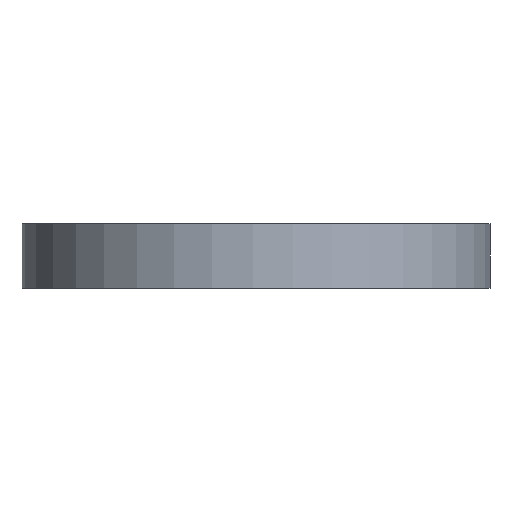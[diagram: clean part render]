
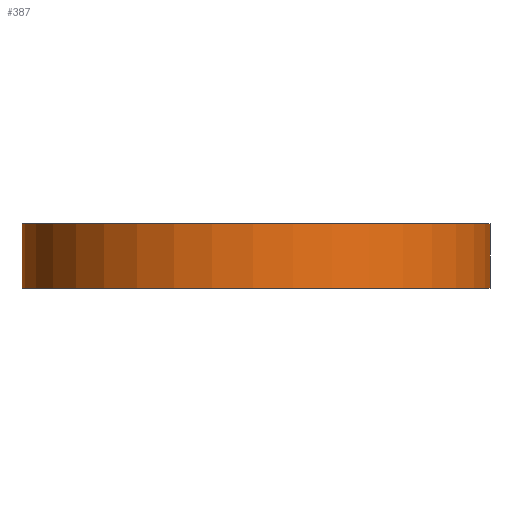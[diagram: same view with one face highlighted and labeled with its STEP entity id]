
A CAD part, front view. The second image highlights one B-rep face of the part: STEP entity #387.
In plain terms, the highlighted cylindrical face has radius 29 mm (diameter 58 mm), a partial arc.
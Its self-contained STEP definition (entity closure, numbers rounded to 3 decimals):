
#44 = EDGE_CURVE ( 'NONE', #629, #1139, #779, .T. ) ;
#130 = DIRECTION ( 'NONE',  ( 0., 0., -1. ) ) ;
#142 = LINE ( 'NONE', #315, #1576 ) ;
#166 = CIRCLE ( 'NONE', #653, 29. ) ;
#181 = ORIENTED_EDGE ( 'NONE', *, *, #44, .T. ) ;
#277 = EDGE_LOOP ( 'NONE', ( #1207, #1092, #1588, #181 ) ) ;
#315 = CARTESIAN_POINT ( 'NONE',  ( 11., 26.833, 8. ) ) ;
#333 = DIRECTION ( 'NONE',  ( -1., 0., 0. ) ) ;
#336 = FACE_OUTER_BOUND ( 'NONE', #277, .T. ) ;
#340 = DIRECTION ( 'NONE',  ( 0., 0., -1. ) ) ;
#365 = CIRCLE ( 'NONE', #1746, 29. ) ;
#387 = ADVANCED_FACE ( 'NONE', ( #336 ), #448, .T. ) ;
#412 = CARTESIAN_POINT ( 'NONE',  ( -29., 0., 8. ) ) ;
#448 = CYLINDRICAL_SURFACE ( 'NONE', #588, 29. ) ;
#459 = CARTESIAN_POINT ( 'NONE',  ( 0., 0., 8. ) ) ;
#505 = DIRECTION ( 'NONE',  ( 0., 0., 1. ) ) ;
#588 = AXIS2_PLACEMENT_3D ( 'NONE', #1593, #340, #333 ) ;
#629 = VERTEX_POINT ( 'NONE', #412 ) ;
#653 = AXIS2_PLACEMENT_3D ( 'NONE', #781, #505, #1248 ) ;
#706 = EDGE_CURVE ( 'NONE', #1289, #923, #142, .T. ) ;
#742 = DIRECTION ( 'NONE',  ( 1., 0., 0. ) ) ;
#770 = CARTESIAN_POINT ( 'NONE',  ( 11., 26.833, 8. ) ) ;
#779 = LINE ( 'NONE', #960, #988 ) ;
#781 = CARTESIAN_POINT ( 'NONE',  ( 0., 0., 0. ) ) ;
#923 = VERTEX_POINT ( 'NONE', #1641 ) ;
#960 = CARTESIAN_POINT ( 'NONE',  ( -29., 0., 8. ) ) ;
#988 = VECTOR ( 'NONE', #130, 1000. ) ;
#1092 = ORIENTED_EDGE ( 'NONE', *, *, #706, .F. ) ;
#1114 = EDGE_CURVE ( 'NONE', #629, #1289, #365, .T. ) ;
#1139 = VERTEX_POINT ( 'NONE', #1580 ) ;
#1148 = DIRECTION ( 'NONE',  ( 0., 0., -1. ) ) ;
#1207 = ORIENTED_EDGE ( 'NONE', *, *, #1411, .T. ) ;
#1248 = DIRECTION ( 'NONE',  ( 1., 0., 0. ) ) ;
#1289 = VERTEX_POINT ( 'NONE', #770 ) ;
#1411 = EDGE_CURVE ( 'NONE', #1139, #923, #166, .T. ) ;
#1558 = DIRECTION ( 'NONE',  ( 0., 0., 1. ) ) ;
#1576 = VECTOR ( 'NONE', #1148, 1000. ) ;
#1580 = CARTESIAN_POINT ( 'NONE',  ( -29., 0., 0. ) ) ;
#1588 = ORIENTED_EDGE ( 'NONE', *, *, #1114, .F. ) ;
#1593 = CARTESIAN_POINT ( 'NONE',  ( 0., 0., 8. ) ) ;
#1641 = CARTESIAN_POINT ( 'NONE',  ( 11., 26.833, 0. ) ) ;
#1746 = AXIS2_PLACEMENT_3D ( 'NONE', #459, #1558, #742 ) ;
